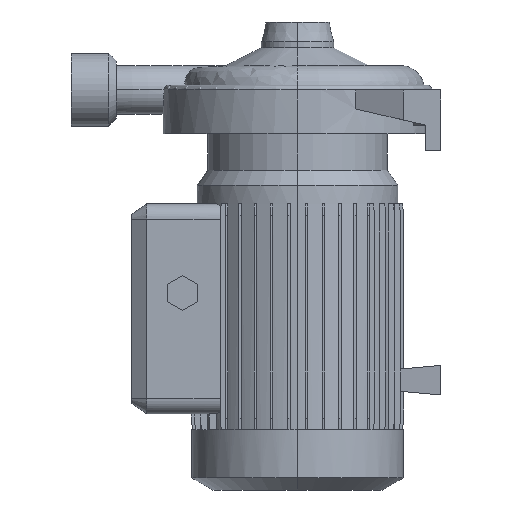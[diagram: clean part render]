
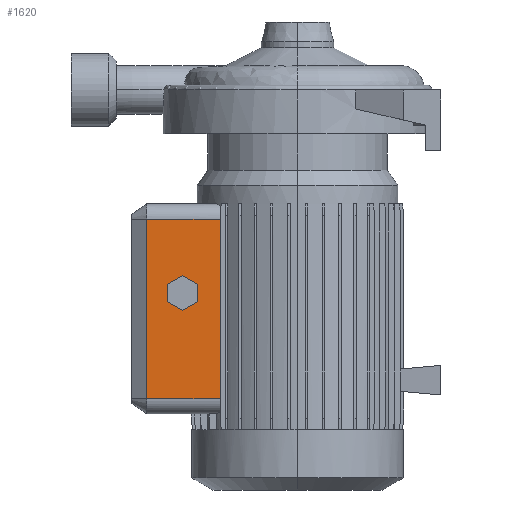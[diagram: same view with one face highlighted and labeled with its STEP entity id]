
A CAD part, left-side view. The second image highlights one B-rep face of the part: STEP entity #1620.
In plain terms, the highlighted planar face has unit normal (-1, 0, 0).
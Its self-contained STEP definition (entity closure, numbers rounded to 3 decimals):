
#11 = CARTESIAN_POINT ( 'NONE',  ( -47.5, 110., -204.5 ) ) ;
#22 = LINE ( 'NONE', #3695, #3296 ) ;
#306 = VERTEX_POINT ( 'NONE', #6088 ) ;
#429 = LINE ( 'NONE', #11689, #844 ) ;
#491 = EDGE_CURVE ( 'NONE', #7424, #5399, #7422, .T. ) ;
#819 = FACE_BOUND ( 'NONE', #9793, .T. ) ;
#837 = VECTOR ( 'NONE', #10003, 1000. ) ;
#844 = VECTOR ( 'NONE', #11628, 1000. ) ;
#1090 = ORIENTED_EDGE ( 'NONE', *, *, #8516, .T. ) ;
#1298 = CARTESIAN_POINT ( 'NONE',  ( -47.5, 66., -140.274 ) ) ;
#1620 = ADVANCED_FACE ( 'NONE', ( #819, #3740 ), #6384, .F. ) ;
#1680 = DIRECTION ( 'NONE',  ( 1., 0., 0. ) ) ;
#1697 = LINE ( 'NONE', #5432, #1706 ) ;
#1706 = VECTOR ( 'NONE', #2508, 1000. ) ;
#2169 = CARTESIAN_POINT ( 'NONE',  ( -47.5, 110., -85.5 ) ) ;
#2409 = VERTEX_POINT ( 'NONE', #9644 ) ;
#2427 = VECTOR ( 'NONE', #2629, 1000. ) ;
#2467 = CARTESIAN_POINT ( 'NONE',  ( -47.5, 51.174, -85.5 ) ) ;
#2508 = DIRECTION ( 'NONE',  ( 0., 0., 1. ) ) ;
#2629 = DIRECTION ( 'NONE',  ( 0., -1., 0. ) ) ;
#3150 = CARTESIAN_POINT ( 'NONE',  ( -47.5, 51.174, -204.5 ) ) ;
#3214 = DIRECTION ( 'NONE',  ( 0., -1., 0. ) ) ;
#3296 = VECTOR ( 'NONE', #7433, 1000. ) ;
#3552 = VERTEX_POINT ( 'NONE', #7087 ) ;
#3559 = CARTESIAN_POINT ( 'NONE',  ( -47.5, 76., -146.047 ) ) ;
#3695 = CARTESIAN_POINT ( 'NONE',  ( -47.5, 66., -128.726 ) ) ;
#3712 = CARTESIAN_POINT ( 'NONE',  ( -47.5, 110., -204.5 ) ) ;
#3740 = FACE_OUTER_BOUND ( 'NONE', #7998, .T. ) ;
#4123 = LINE ( 'NONE', #2169, #8386 ) ;
#4417 = VERTEX_POINT ( 'NONE', #8304 ) ;
#4807 = EDGE_CURVE ( 'NONE', #306, #10187, #1697, .T. ) ;
#5213 = VECTOR ( 'NONE', #7716, 1000. ) ;
#5317 = CARTESIAN_POINT ( 'NONE',  ( -47.5, 66., -128.726 ) ) ;
#5382 = LINE ( 'NONE', #3712, #2427 ) ;
#5399 = VERTEX_POINT ( 'NONE', #3150 ) ;
#5416 = LINE ( 'NONE', #10175, #9352 ) ;
#5432 = CARTESIAN_POINT ( 'NONE',  ( -47.5, 86., -140.274 ) ) ;
#5591 = DIRECTION ( 'NONE',  ( 0., -0.866, 0.5 ) ) ;
#5832 = LINE ( 'NONE', #11402, #6621 ) ;
#6042 = EDGE_CURVE ( 'NONE', #2409, #9894, #6736, .T. ) ;
#6088 = CARTESIAN_POINT ( 'NONE',  ( -47.5, 86., -140.274 ) ) ;
#6274 = CARTESIAN_POINT ( 'NONE',  ( -47.5, 51.174, -204.5 ) ) ;
#6384 = PLANE ( 'NONE',  #9651 ) ;
#6621 = VECTOR ( 'NONE', #7604, 1000. ) ;
#6736 = LINE ( 'NONE', #1298, #5213 ) ;
#6747 = EDGE_CURVE ( 'NONE', #9606, #2409, #22, .T. ) ;
#6964 = ORIENTED_EDGE ( 'NONE', *, *, #10267, .T. ) ;
#7087 = CARTESIAN_POINT ( 'NONE',  ( -47.5, 100., -204.5 ) ) ;
#7422 = LINE ( 'NONE', #6274, #837 ) ;
#7424 = VERTEX_POINT ( 'NONE', #2467 ) ;
#7433 = DIRECTION ( 'NONE',  ( 0., 0., -1. ) ) ;
#7478 = DIRECTION ( 'NONE',  ( 0., 0., -1. ) ) ;
#7559 = ORIENTED_EDGE ( 'NONE', *, *, #10411, .T. ) ;
#7604 = DIRECTION ( 'NONE',  ( 0., -0.866, -0.5 ) ) ;
#7716 = DIRECTION ( 'NONE',  ( 0., 0.866, -0.5 ) ) ;
#7998 = EDGE_LOOP ( 'NONE', ( #11835, #9993, #6964, #7559 ) ) ;
#8035 = ORIENTED_EDGE ( 'NONE', *, *, #4807, .T. ) ;
#8179 = EDGE_CURVE ( 'NONE', #10187, #11248, #5416, .T. ) ;
#8269 = EDGE_CURVE ( 'NONE', #11248, #9606, #5832, .T. ) ;
#8304 = CARTESIAN_POINT ( 'NONE',  ( -47.5, 100., -85.5 ) ) ;
#8386 = VECTOR ( 'NONE', #3214, 1000. ) ;
#8516 = EDGE_CURVE ( 'NONE', #9894, #306, #12065, .T. ) ;
#8720 = ORIENTED_EDGE ( 'NONE', *, *, #8179, .T. ) ;
#8800 = ORIENTED_EDGE ( 'NONE', *, *, #6042, .T. ) ;
#8942 = CARTESIAN_POINT ( 'NONE',  ( -47.5, 76., -146.047 ) ) ;
#9352 = VECTOR ( 'NONE', #5591, 1000. ) ;
#9433 = EDGE_CURVE ( 'NONE', #4417, #7424, #4123, .T. ) ;
#9606 = VERTEX_POINT ( 'NONE', #5317 ) ;
#9644 = CARTESIAN_POINT ( 'NONE',  ( -47.5, 66., -140.274 ) ) ;
#9651 = AXIS2_PLACEMENT_3D ( 'NONE', #11, #1680, #7478 ) ;
#9793 = EDGE_LOOP ( 'NONE', ( #11614, #8800, #1090, #8035, #8720, #10517 ) ) ;
#9894 = VERTEX_POINT ( 'NONE', #8942 ) ;
#9993 = ORIENTED_EDGE ( 'NONE', *, *, #9433, .F. ) ;
#10003 = DIRECTION ( 'NONE',  ( 0., 0., -1. ) ) ;
#10033 = CARTESIAN_POINT ( 'NONE',  ( -47.5, 76., -122.953 ) ) ;
#10047 = DIRECTION ( 'NONE',  ( 0., 0.866, 0.5 ) ) ;
#10175 = CARTESIAN_POINT ( 'NONE',  ( -47.5, 86., -128.726 ) ) ;
#10187 = VERTEX_POINT ( 'NONE', #10829 ) ;
#10267 = EDGE_CURVE ( 'NONE', #4417, #3552, #429, .T. ) ;
#10411 = EDGE_CURVE ( 'NONE', #3552, #5399, #5382, .T. ) ;
#10517 = ORIENTED_EDGE ( 'NONE', *, *, #8269, .T. ) ;
#10829 = CARTESIAN_POINT ( 'NONE',  ( -47.5, 86., -128.726 ) ) ;
#11248 = VERTEX_POINT ( 'NONE', #10033 ) ;
#11325 = VECTOR ( 'NONE', #10047, 1000. ) ;
#11402 = CARTESIAN_POINT ( 'NONE',  ( -47.5, 76., -122.953 ) ) ;
#11614 = ORIENTED_EDGE ( 'NONE', *, *, #6747, .T. ) ;
#11628 = DIRECTION ( 'NONE',  ( 0., 0., -1. ) ) ;
#11689 = CARTESIAN_POINT ( 'NONE',  ( -47.5, 100., -204.5 ) ) ;
#11835 = ORIENTED_EDGE ( 'NONE', *, *, #491, .F. ) ;
#12065 = LINE ( 'NONE', #3559, #11325 ) ;
